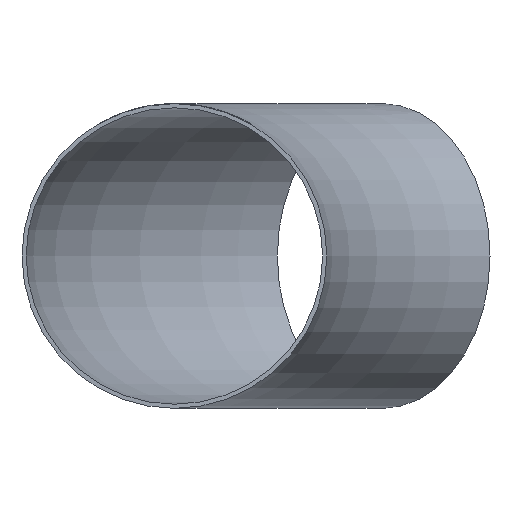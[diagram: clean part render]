
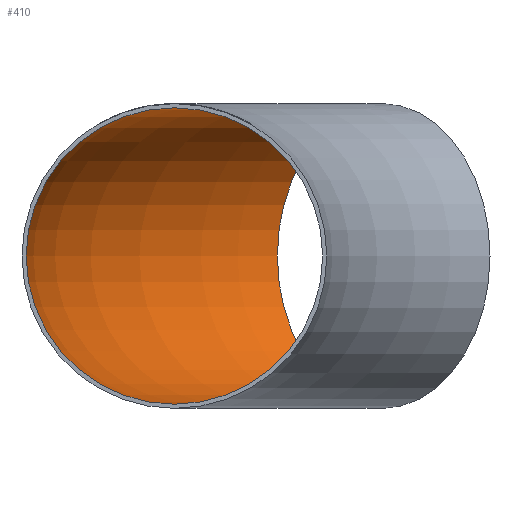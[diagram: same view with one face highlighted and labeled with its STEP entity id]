
A CAD part, front view. The second image highlights one B-rep face of the part: STEP entity #410.
In plain terms, the highlighted toroidal (fillet/blend) face has major radius 510 mm and minor radius 106.55 mm.
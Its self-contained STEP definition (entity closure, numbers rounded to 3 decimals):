
#410 = ADVANCED_FACE ( 'NONE', ( #2350, #9246 ), #8554, .F. ) ;
#2000 = DIRECTION ( 'NONE',  ( 0., 1., 0. ) ) ;
#2200 = DIRECTION ( 'NONE',  ( -1., 0., 0. ) ) ;
#2350 = FACE_OUTER_BOUND ( 'NONE', #14468, .T. ) ;
#3057 = AXIS2_PLACEMENT_3D ( 'NONE', #14098, #28534, #2200 ) ;
#5572 = EDGE_CURVE ( 'NONE', #9820, #9820, #13871, .T. ) ;
#6396 = CARTESIAN_POINT ( 'NONE',  ( -510., 0., 0. ) ) ;
#6491 = CARTESIAN_POINT ( 'NONE',  ( -360.624, 360.624, 0. ) ) ;
#7681 = EDGE_CURVE ( 'NONE', #23951, #23951, #11550, .T. ) ;
#8554 = TOROIDAL_SURFACE ( 'NONE', #3057, 510., 106.55 ) ;
#9246 = FACE_OUTER_BOUND ( 'NONE', #13886, .T. ) ;
#9820 = VERTEX_POINT ( 'NONE', #18925 ) ;
#10429 = AXIS2_PLACEMENT_3D ( 'NONE', #6491, #25306, #23124 ) ;
#11550 = CIRCLE ( 'NONE', #29075, 106.55 ) ;
#13871 = CIRCLE ( 'NONE', #10429, 106.55 ) ;
#13886 = EDGE_LOOP ( 'NONE', ( #28941 ) ) ;
#14098 = CARTESIAN_POINT ( 'NONE',  ( 0., 0., 0. ) ) ;
#14468 = EDGE_LOOP ( 'NONE', ( #25044 ) ) ;
#18925 = CARTESIAN_POINT ( 'NONE',  ( -435.967, 435.967, 0. ) ) ;
#21432 = CARTESIAN_POINT ( 'NONE',  ( -510., 0., 106.55 ) ) ;
#23124 = DIRECTION ( 'NONE',  ( -0.707, 0.707, 0. ) ) ;
#23181 = DIRECTION ( 'NONE',  ( 0., 0., 1. ) ) ;
#23951 = VERTEX_POINT ( 'NONE', #21432 ) ;
#25044 = ORIENTED_EDGE ( 'NONE', *, *, #5572, .T. ) ;
#25306 = DIRECTION ( 'NONE',  ( 0.707, 0.707, 0. ) ) ;
#28534 = DIRECTION ( 'NONE',  ( 0., 0., -1. ) ) ;
#28941 = ORIENTED_EDGE ( 'NONE', *, *, #7681, .F. ) ;
#29075 = AXIS2_PLACEMENT_3D ( 'NONE', #6396, #2000, #23181 ) ;
